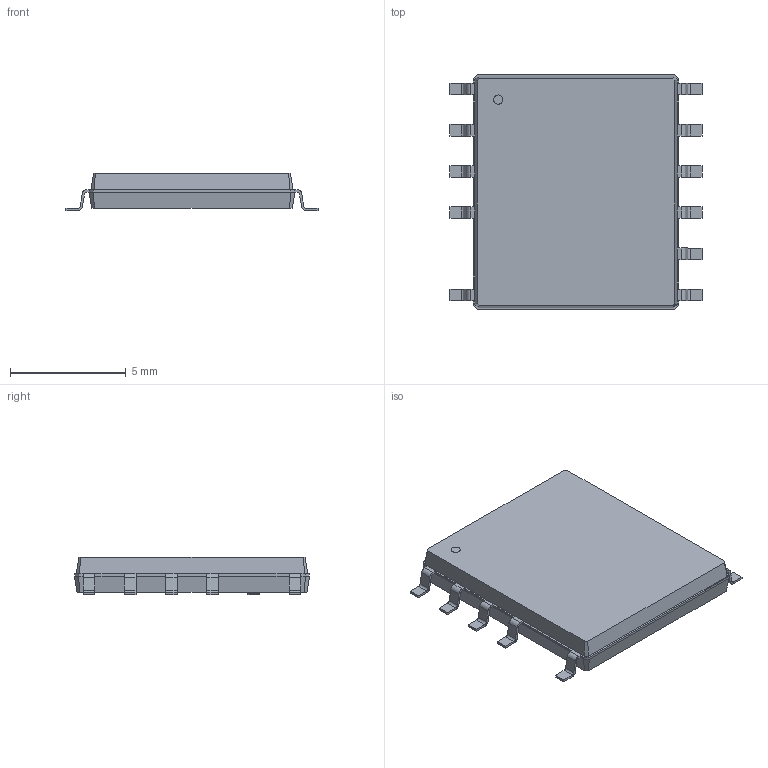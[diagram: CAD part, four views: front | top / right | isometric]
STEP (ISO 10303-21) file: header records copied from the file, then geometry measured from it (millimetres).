
FILE_DESCRIPTION(/* description */ ('model of PowerIntegrations_eSOP-12B'),/* implementation_level */ '2;1');
FILE_NAME(/* name */ 'PowerIntegrations_eSOP-12B.step',/* time_stamp */ '1970-01-01T00:00:00',/* author */ ('KiCAD','kicad'),/* organization */ ('OCCT'),/* preprocessor_version */ '',/* originating_system */ 'KiCAD',/* authorisation */ '');
FILE_SCHEMA(('AUTOMOTIVE_DESIGN { 1 0 10303 214 1 1 1 1 }'));
Length unit declared in the file: millimetre
Products named in the file (1): PowerIntegrations_eSOP-12B
Bounding box: 10.9 x 10.16 x 1.6 mm (x, y, z)
Volume: 131.4 mm3; surface area: 249.7 mm2
Topology: 1 solids, 1 shells, 192 faces, 516 edges, 327 vertices
Faces by surface type: plane 132, cylinder 44, bspline 16
Entity records: 3870 total; most frequent: ORIENTED_EDGE 884, EDGE_CURVE 516, CARTESIAN_POINT 440, VERTEX_POINT 327, LINE 326, AXIS2_PLACEMENT_3D 228, FACE_BOUND 193, EDGE_LOOP 193
